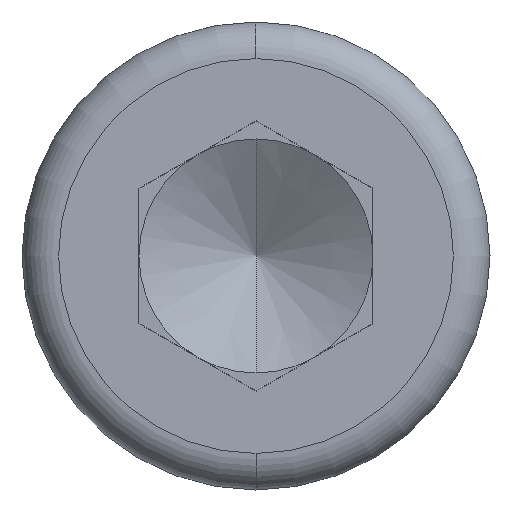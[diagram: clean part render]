
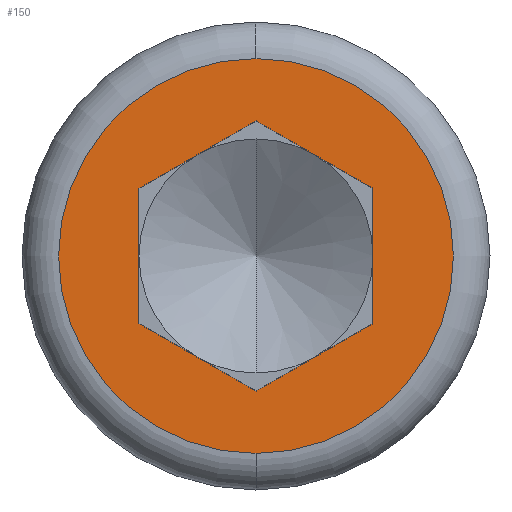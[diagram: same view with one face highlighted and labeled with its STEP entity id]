
A CAD part, left-side view. The second image highlights one B-rep face of the part: STEP entity #150.
In plain terms, the highlighted planar face has unit normal (-1, 0, 0).
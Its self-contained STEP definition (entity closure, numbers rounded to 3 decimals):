
#19 = ORIENTED_EDGE ( 'NONE', *, *, #232, .T. ) ;
#46 = VERTEX_POINT ( 'NONE', #345 ) ;
#48 = VERTEX_POINT ( 'NONE', #343 ) ;
#50 = EDGE_CURVE ( 'NONE', #46, #48, #334, .T. ) ;
#110 = EDGE_CURVE ( 'NONE', #48, #46, #495, .T. ) ;
#114 = EDGE_LOOP ( 'NONE', ( #147, #149, #137, #19, #173, #164 ) ) ;
#123 = EDGE_LOOP ( 'NONE', ( #132, #152 ) ) ;
#132 = ORIENTED_EDGE ( 'NONE', *, *, #110, .T. ) ;
#135 = EDGE_CURVE ( 'NONE', #143, #136, #549, .T. ) ;
#136 = VERTEX_POINT ( 'NONE', #476 ) ;
#137 = ORIENTED_EDGE ( 'NONE', *, *, #135, .T. ) ;
#138 = VERTEX_POINT ( 'NONE', #475 ) ;
#140 = EDGE_CURVE ( 'NONE', #144, #143, #506, .T. ) ;
#141 = EDGE_CURVE ( 'NONE', #138, #144, #502, .T. ) ;
#143 = VERTEX_POINT ( 'NONE', #538 ) ;
#144 = VERTEX_POINT ( 'NONE', #537 ) ;
#147 = ORIENTED_EDGE ( 'NONE', *, *, #141, .T. ) ;
#149 = ORIENTED_EDGE ( 'NONE', *, *, #140, .T. ) ;
#150 = ADVANCED_FACE ( 'NONE', ( #567, #566 ), #565, .F. ) ;
#152 = ORIENTED_EDGE ( 'NONE', *, *, #50, .T. ) ;
#164 = ORIENTED_EDGE ( 'NONE', *, *, #231, .T. ) ;
#166 = VERTEX_POINT ( 'NONE', #592 ) ;
#173 = ORIENTED_EDGE ( 'NONE', *, *, #208, .T. ) ;
#179 = VERTEX_POINT ( 'NONE', #694 ) ;
#208 = EDGE_CURVE ( 'NONE', #179, #166, #687, .T. ) ;
#231 = EDGE_CURVE ( 'NONE', #166, #138, #612, .T. ) ;
#232 = EDGE_CURVE ( 'NONE', #136, #179, #608, .T. ) ;
#334 = CIRCLE ( 'NONE', #361, 6.75 ) ;
#339 = DIRECTION ( 'NONE',  ( 0., 0., -1. ) ) ;
#343 = CARTESIAN_POINT ( 'NONE',  ( 0., 0., -6.75 ) ) ;
#345 = CARTESIAN_POINT ( 'NONE',  ( 0., 0., 6.75 ) ) ;
#346 = DIRECTION ( 'NONE',  ( -1., 0., 0. ) ) ;
#355 = CARTESIAN_POINT ( 'NONE',  ( 0., 0., 0. ) ) ;
#361 = AXIS2_PLACEMENT_3D ( 'NONE', #355, #346, #339 ) ;
#475 = CARTESIAN_POINT ( 'NONE',  ( 0., -4., -2.309 ) ) ;
#476 = CARTESIAN_POINT ( 'NONE',  ( 0., 4., 2.309 ) ) ;
#477 = DIRECTION ( 'NONE',  ( 0., 0., 1. ) ) ;
#478 = DIRECTION ( 'NONE',  ( 0., 0., -1. ) ) ;
#480 = CARTESIAN_POINT ( 'NONE',  ( 0., 0., 0. ) ) ;
#495 = CIRCLE ( 'NONE', #523, 6.75 ) ;
#501 = CARTESIAN_POINT ( 'NONE',  ( 0., -4., -2.309 ) ) ;
#502 = LINE ( 'NONE', #501, #540 ) ;
#503 = DIRECTION ( 'NONE',  ( 0., 0.866, 0.5 ) ) ;
#504 = VECTOR ( 'NONE', #503, 1000. ) ;
#505 = CARTESIAN_POINT ( 'NONE',  ( 0., 0., -4.619 ) ) ;
#506 = LINE ( 'NONE', #505, #504 ) ;
#523 = AXIS2_PLACEMENT_3D ( 'NONE', #480, #546, #478 ) ;
#537 = CARTESIAN_POINT ( 'NONE',  ( 0., 0., -4.619 ) ) ;
#538 = CARTESIAN_POINT ( 'NONE',  ( 0., 4., -2.309 ) ) ;
#539 = DIRECTION ( 'NONE',  ( 0., 0.866, -0.5 ) ) ;
#540 = VECTOR ( 'NONE', #539, 1000. ) ;
#546 = DIRECTION ( 'NONE',  ( -1., 0., 0. ) ) ;
#547 = VECTOR ( 'NONE', #477, 1000. ) ;
#548 = CARTESIAN_POINT ( 'NONE',  ( 0., 4., -2.309 ) ) ;
#549 = LINE ( 'NONE', #548, #547 ) ;
#561 = DIRECTION ( 'NONE',  ( 0., 0., -1. ) ) ;
#562 = DIRECTION ( 'NONE',  ( 1., 0., 0. ) ) ;
#563 = CARTESIAN_POINT ( 'NONE',  ( 0., 0., 0. ) ) ;
#564 = AXIS2_PLACEMENT_3D ( 'NONE', #563, #562, #561 ) ;
#565 = PLANE ( 'NONE',  #564 ) ;
#566 = FACE_BOUND ( 'NONE', #114, .T. ) ;
#567 = FACE_OUTER_BOUND ( 'NONE', #123, .T. ) ;
#588 = DIRECTION ( 'NONE',  ( 0., -0.866, -0.5 ) ) ;
#589 = VECTOR ( 'NONE', #588, 1000. ) ;
#590 = CARTESIAN_POINT ( 'NONE',  ( 0., 0., 4.619 ) ) ;
#592 = CARTESIAN_POINT ( 'NONE',  ( 0., -4., 2.309 ) ) ;
#605 = DIRECTION ( 'NONE',  ( 0., -0.866, 0.5 ) ) ;
#606 = VECTOR ( 'NONE', #605, 1000. ) ;
#607 = CARTESIAN_POINT ( 'NONE',  ( 0., 4., 2.309 ) ) ;
#608 = LINE ( 'NONE', #607, #606 ) ;
#609 = DIRECTION ( 'NONE',  ( 0., 0., -1. ) ) ;
#610 = VECTOR ( 'NONE', #609, 1000. ) ;
#611 = CARTESIAN_POINT ( 'NONE',  ( 0., -4., 2.309 ) ) ;
#612 = LINE ( 'NONE', #611, #610 ) ;
#687 = LINE ( 'NONE', #590, #589 ) ;
#694 = CARTESIAN_POINT ( 'NONE',  ( 0., 0., 4.619 ) ) ;
